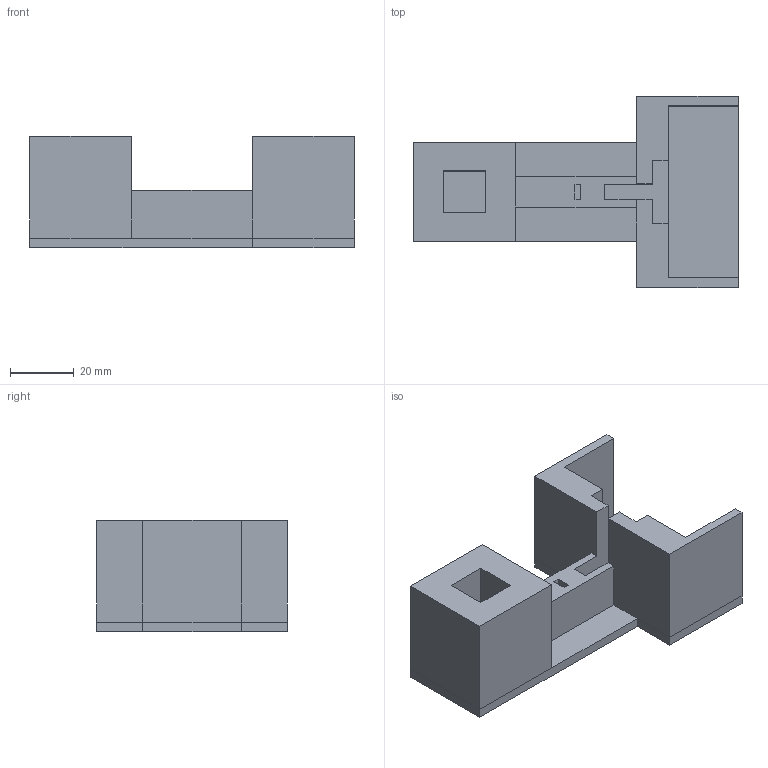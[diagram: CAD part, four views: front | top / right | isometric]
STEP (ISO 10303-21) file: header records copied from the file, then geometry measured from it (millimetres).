
FILE_DESCRIPTION(('FreeCAD Model'),'2;1');
FILE_NAME('Open CASCADE Shape Model','2024-06-11T14:06:35',('Author'),( ''),'Open CASCADE STEP processor 7.6','FreeCAD','Unknown');
FILE_SCHEMA(('AUTOMOTIVE_DESIGN { 1 0 10303 214 1 1 1 1 }'));
Length unit declared in the file: millimetre
Products named in the file (1): TestMagnetSupport
Bounding box: 102 x 60 x 35 mm (x, y, z)
Volume: 62724.6 mm3; surface area: 23913.5 mm2
Topology: 1 solids, 1 shells, 50 faces, 124 edges, 78 vertices
Faces by surface type: plane 50
Entity records: 1458 total; most frequent: CARTESIAN_POINT 253, ORIENTED_EDGE 248, DIRECTION 226, EDGE_CURVE 124, LINE 124, VECTOR 124, VERTEX_POINT 78, FACE_BOUND 52
